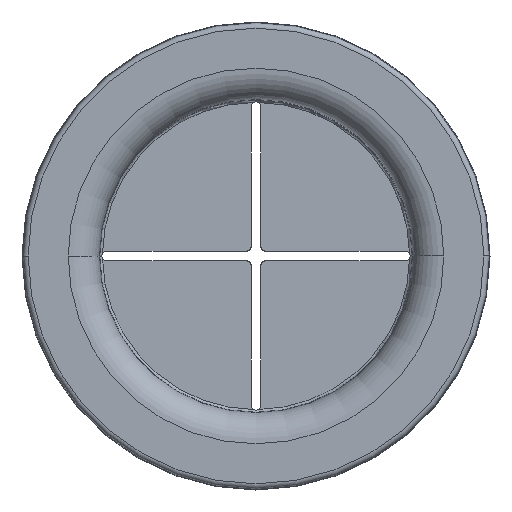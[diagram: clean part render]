
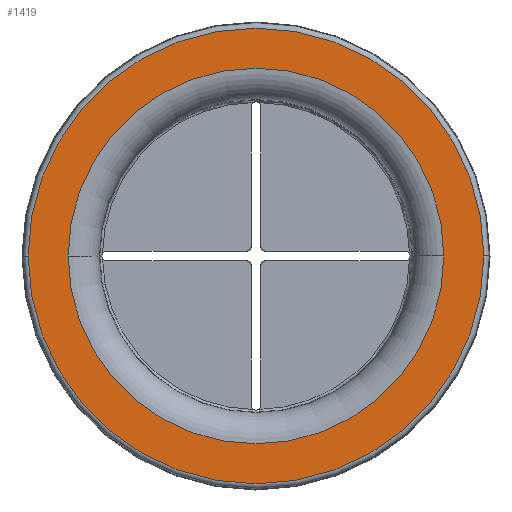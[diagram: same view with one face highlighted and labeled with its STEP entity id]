
A CAD part, front view. The second image highlights one B-rep face of the part: STEP entity #1419.
In plain terms, the highlighted planar face has unit normal (0, -1, 0).
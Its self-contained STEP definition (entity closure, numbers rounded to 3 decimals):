
#54 = CIRCLE ( 'NONE', #980, 22.106 ) ;
#96 = CARTESIAN_POINT ( 'NONE',  ( -22.106, 0., 0. ) ) ;
#110 = CARTESIAN_POINT ( 'NONE',  ( 0., 0., 0. ) ) ;
#136 = ORIENTED_EDGE ( 'NONE', *, *, #2130, .T. ) ;
#145 = AXIS2_PLACEMENT_3D ( 'NONE', #2216, #1649, #470 ) ;
#233 = PLANE ( 'NONE',  #887 ) ;
#335 = ORIENTED_EDGE ( 'NONE', *, *, #2154, .T. ) ;
#416 = ORIENTED_EDGE ( 'NONE', *, *, #562, .T. ) ;
#444 = CARTESIAN_POINT ( 'NONE',  ( 0., 0., 0. ) ) ;
#470 = DIRECTION ( 'NONE',  ( -1., 0., 0. ) ) ;
#478 = AXIS2_PLACEMENT_3D ( 'NONE', #110, #2040, #2058 ) ;
#562 = EDGE_CURVE ( 'NONE', #1492, #2158, #54, .T. ) ;
#573 = DIRECTION ( 'NONE',  ( -1., 0., 0. ) ) ;
#615 = CIRCLE ( 'NONE', #478, 18.22 ) ;
#677 = CARTESIAN_POINT ( 'NONE',  ( -18.22, 0., 0. ) ) ;
#707 = DIRECTION ( 'NONE',  ( 0., -1., 0. ) ) ;
#776 = DIRECTION ( 'NONE',  ( 0., 1., 0. ) ) ;
#778 = CARTESIAN_POINT ( 'NONE',  ( -22.65, 0., 0. ) ) ;
#887 = AXIS2_PLACEMENT_3D ( 'NONE', #778, #776, #573 ) ;
#895 = VERTEX_POINT ( 'NONE', #1646 ) ;
#980 = AXIS2_PLACEMENT_3D ( 'NONE', #2356, #707, #2211 ) ;
#992 = ORIENTED_EDGE ( 'NONE', *, *, #2290, .T. ) ;
#1419 = ADVANCED_FACE ( 'NONE', ( #2499, #1703 ), #233, .F. ) ;
#1450 = AXIS2_PLACEMENT_3D ( 'NONE', #444, #1777, #1983 ) ;
#1492 = VERTEX_POINT ( 'NONE', #1965 ) ;
#1646 = CARTESIAN_POINT ( 'NONE',  ( 18.22, 0., 0. ) ) ;
#1649 = DIRECTION ( 'NONE',  ( 0., 1., 0. ) ) ;
#1665 = EDGE_LOOP ( 'NONE', ( #335, #416 ) ) ;
#1703 = FACE_BOUND ( 'NONE', #1729, .T. ) ;
#1729 = EDGE_LOOP ( 'NONE', ( #992, #136 ) ) ;
#1777 = DIRECTION ( 'NONE',  ( 0., -1., 0. ) ) ;
#1965 = CARTESIAN_POINT ( 'NONE',  ( 22.106, 0., 0. ) ) ;
#1983 = DIRECTION ( 'NONE',  ( -1., 0., 0. ) ) ;
#2040 = DIRECTION ( 'NONE',  ( 0., 1., 0. ) ) ;
#2058 = DIRECTION ( 'NONE',  ( -1., 0., 0. ) ) ;
#2106 = VERTEX_POINT ( 'NONE', #677 ) ;
#2130 = EDGE_CURVE ( 'NONE', #895, #2106, #2395, .T. ) ;
#2154 = EDGE_CURVE ( 'NONE', #2158, #1492, #2364, .T. ) ;
#2158 = VERTEX_POINT ( 'NONE', #96 ) ;
#2211 = DIRECTION ( 'NONE',  ( -1., 0., 0. ) ) ;
#2216 = CARTESIAN_POINT ( 'NONE',  ( 0., 0., 0. ) ) ;
#2290 = EDGE_CURVE ( 'NONE', #2106, #895, #615, .T. ) ;
#2356 = CARTESIAN_POINT ( 'NONE',  ( 0., 0., 0. ) ) ;
#2364 = CIRCLE ( 'NONE', #1450, 22.106 ) ;
#2395 = CIRCLE ( 'NONE', #145, 18.22 ) ;
#2499 = FACE_OUTER_BOUND ( 'NONE', #1665, .T. ) ;
